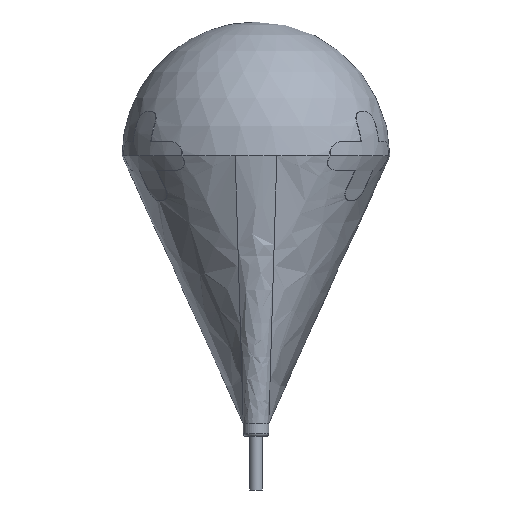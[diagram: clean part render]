
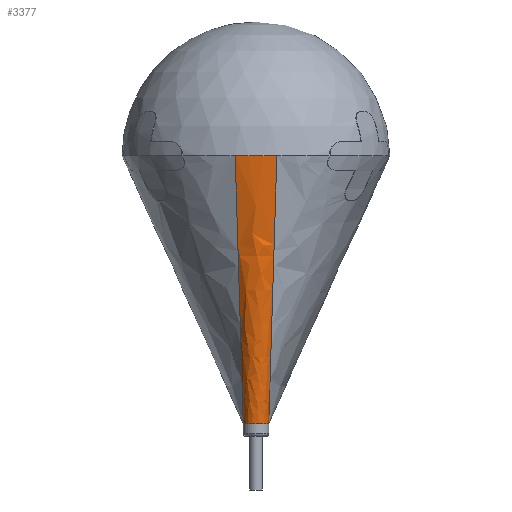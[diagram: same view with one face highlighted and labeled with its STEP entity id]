
A CAD part, left-side view. The second image highlights one B-rep face of the part: STEP entity #3377.
In plain terms, the highlighted free-form (B-spline) face has degree [9, 1] with [10, 2] control points.
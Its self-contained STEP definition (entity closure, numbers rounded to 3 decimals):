
#28=DIRECTION('',(0.,0.,-1.));
#29=DIRECTION('',(0.,1.,0.));
#924=DIRECTION('',(0.,-1.,0.));
#2005=CIRCLE('',#2006,5.25);
#2006=AXIS2_PLACEMENT_3D('',#2007,#28,#29);
#2007=CARTESIAN_POINT('',(1.25,0.,11.1));
#2018=VERTEX_POINT('',#2019);
#2019=CARTESIAN_POINT('',(-3.936,0.817,11.1));
#2020=ORIENTED_EDGE('',*,*,#2021,.F.);
#2021=EDGE_CURVE('',#2022,#2018,#2005,.T.);
#2022=VERTEX_POINT('',#2023);
#2023=CARTESIAN_POINT('',(-3.936,-0.817,11.1));
#2167=EDGE_CURVE('',#2168,#2018,#2170,.T.);
#2168=VERTEX_POINT('',#2169);
#2169=CARTESIAN_POINT('',(-1.925,0.5,0.6));
#2170=B_SPLINE_CURVE_WITH_KNOTS('',1,(#2169,#2019),.UNSPECIFIED.,.F.,.F.,(2,2),(0.,1.),.PIECEWISE_BEZIER_KNOTS.);
#2261=VERTEX_POINT('',#2262);
#2262=CARTESIAN_POINT('',(-1.925,-0.5,0.6));
#2266=EDGE_CURVE('',#2261,#2022,#2267,.T.);
#2267=B_SPLINE_CURVE_WITH_KNOTS('',1,(#2262,#2023),.UNSPECIFIED.,.F.,.F.,(2,2),(0.,1.),.PIECEWISE_BEZIER_KNOTS.);
#3377=ADVANCED_FACE('',(#3378),#3387,.F.);
#3378=FACE_BOUND('',#3379,.F.);
#3379=EDGE_LOOP('',(#3380,#3385,#2020,#3386));
#3380=ORIENTED_EDGE('',*,*,#3381,.T.);
#3381=EDGE_CURVE('',#2261,#2168,#3382,.T.);
#3382=CIRCLE('',#3383,0.5);
#3383=AXIS2_PLACEMENT_3D('',#3384,#28,#924);
#3384=CARTESIAN_POINT('',(-1.925,0.,0.6));
#3385=ORIENTED_EDGE('',*,*,#2167,.T.);
#3386=ORIENTED_EDGE('',*,*,#2266,.F.);
#3387=B_SPLINE_SURFACE_WITH_KNOTS('',9,1,((#2262,#2023),(#3388,#3389),(#3390,#3391),(#3392,#3393),(#3394,#3395),(#3396,#3397),(#3398,#3399),(#3400,#3401),(#3402,#3403),(#2169,#2019)),.UNSPECIFIED.,.F.,.F.,.F.,(10,10),(2,2),(0.,3.142),(0.,1.),.PIECEWISE_BEZIER_KNOTS.);
#3388=CARTESIAN_POINT('',(-2.1,-0.5,0.6));
#3389=CARTESIAN_POINT('',(-3.964,-0.637,11.1));
#3390=CARTESIAN_POINT('',(-2.274,-0.431,0.6));
#3391=CARTESIAN_POINT('',(-3.986,-0.456,11.1));
#3392=CARTESIAN_POINT('',(-2.418,-0.294,0.6));
#3393=CARTESIAN_POINT('',(-4.,-0.274,11.1));
#3394=CARTESIAN_POINT('',(-2.5,-0.105,0.6));
#3395=CARTESIAN_POINT('',(-4.007,-0.091,11.1));
#3396=CARTESIAN_POINT('',(-2.5,0.105,0.6));
#3397=CARTESIAN_POINT('',(-4.007,0.091,11.1));
#3398=CARTESIAN_POINT('',(-2.418,0.294,0.6));
#3399=CARTESIAN_POINT('',(-4.,0.274,11.1));
#3400=CARTESIAN_POINT('',(-2.274,0.431,0.6));
#3401=CARTESIAN_POINT('',(-3.986,0.456,11.1));
#3402=CARTESIAN_POINT('',(-2.1,0.5,0.6));
#3403=CARTESIAN_POINT('',(-3.964,0.637,11.1));
